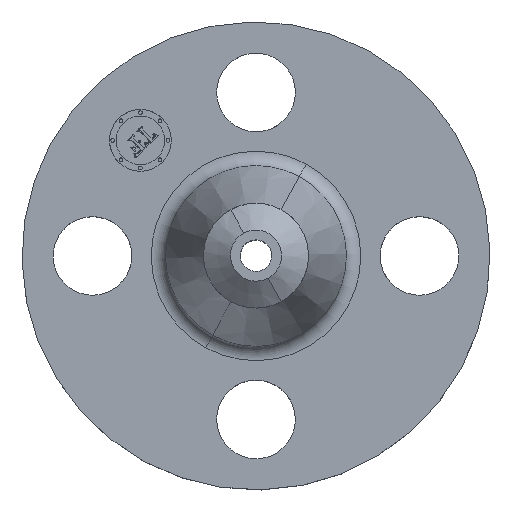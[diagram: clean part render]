
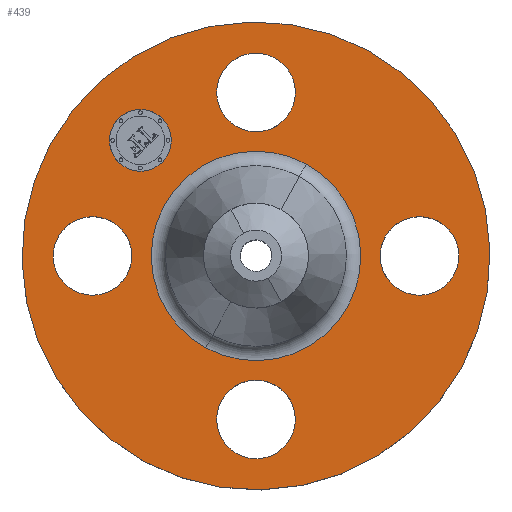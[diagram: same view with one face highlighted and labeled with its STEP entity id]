
A CAD part, top view. The second image highlights one B-rep face of the part: STEP entity #439.
In plain terms, the highlighted planar face has unit normal (0, 0, 1).
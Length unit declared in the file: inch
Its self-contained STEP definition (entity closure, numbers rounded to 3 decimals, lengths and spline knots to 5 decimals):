
#147=AXIS2_PLACEMENT_3D('Circle Axis2P3D',#145,#146,$) ;
#325=AXIS2_PLACEMENT_3D('Plane Axis2P3D',#322,#323,#324) ;
#329=AXIS2_PLACEMENT_3D('Circle Axis2P3D',#327,#328,$) ;
#338=AXIS2_PLACEMENT_3D('Circle Axis2P3D',#336,#337,$) ;
#351=AXIS2_PLACEMENT_3D('Circle Axis2P3D',#349,#350,$) ;
#360=AXIS2_PLACEMENT_3D('Circle Axis2P3D',#358,#359,$) ;
#369=AXIS2_PLACEMENT_3D('Circle Axis2P3D',#367,#368,$) ;
#378=AXIS2_PLACEMENT_3D('Circle Axis2P3D',#376,#377,$) ;
#387=AXIS2_PLACEMENT_3D('Circle Axis2P3D',#385,#386,$) ;
#396=AXIS2_PLACEMENT_3D('Circle Axis2P3D',#394,#395,$) ;
#405=AXIS2_PLACEMENT_3D('Circle Axis2P3D',#403,#404,$) ;
#414=AXIS2_PLACEMENT_3D('Circle Axis2P3D',#412,#413,$) ;
#423=AXIS2_PLACEMENT_3D('Circle Axis2P3D',#421,#422,$) ;
#432=AXIS2_PLACEMENT_3D('Circle Axis2P3D',#430,#431,$) ;
#46=CARTESIAN_POINT('Vertex',(-0.27644,1.46102,0.56)) ;
#72=CARTESIAN_POINT('Vertex',(0.27644,1.15898,0.56)) ;
#76=CARTESIAN_POINT('Control Point',(-0.27644,1.46102,0.56)) ;
#77=CARTESIAN_POINT('Control Point',(-0.25272,1.50444,0.56)) ;
#78=CARTESIAN_POINT('Control Point',(-0.22047,1.54321,0.56)) ;
#79=CARTESIAN_POINT('Control Point',(-0.18091,1.57507,0.56)) ;
#80=CARTESIAN_POINT('Control Point',(-0.09142,1.62158,0.56)) ;
#81=CARTESIAN_POINT('Control Point',(0.00901,1.6308,0.56)) ;
#82=CARTESIAN_POINT('Control Point',(0.05952,1.62536,0.56)) ;
#83=CARTESIAN_POINT('Control Point',(0.15568,1.59496,0.56)) ;
#84=CARTESIAN_POINT('Control Point',(0.23321,1.53047,0.56)) ;
#85=CARTESIAN_POINT('Control Point',(0.26507,1.49091,0.56)) ;
#86=CARTESIAN_POINT('Control Point',(0.31158,1.40142,0.56)) ;
#87=CARTESIAN_POINT('Control Point',(0.3208,1.30099,0.56)) ;
#88=CARTESIAN_POINT('Control Point',(0.31536,1.25048,0.56)) ;
#89=CARTESIAN_POINT('Control Point',(0.30016,1.2024,0.56)) ;
#90=CARTESIAN_POINT('Control Point',(0.27644,1.15898,0.56)) ;
#145=CARTESIAN_POINT('Axis2P3D Location',(0.,1.31,0.56)) ;
#322=CARTESIAN_POINT('Axis2P3D Location',(0.,1.875,0.56)) ;
#327=CARTESIAN_POINT('Axis2P3D Location',(0.,0.,0.56)) ;
#331=CARTESIAN_POINT('Vertex',(0.89892,1.64547,0.56)) ;
#333=CARTESIAN_POINT('Vertex',(-0.89892,-1.64547,0.56)) ;
#336=CARTESIAN_POINT('Axis2P3D Location',(0.,0.,0.56)) ;
#349=CARTESIAN_POINT('Axis2P3D Location',(0.,0.,0.56)) ;
#353=CARTESIAN_POINT('Vertex',(-0.40236,-0.73651,0.56)) ;
#355=CARTESIAN_POINT('Vertex',(0.40236,0.73651,0.56)) ;
#358=CARTESIAN_POINT('Axis2P3D Location',(0.,0.,0.56)) ;
#367=CARTESIAN_POINT('Axis2P3D Location',(1.31,0.,0.56)) ;
#371=CARTESIAN_POINT('Vertex',(1.15898,-0.27644,0.56)) ;
#373=CARTESIAN_POINT('Vertex',(1.46102,0.27644,0.56)) ;
#376=CARTESIAN_POINT('Axis2P3D Location',(1.31,0.,0.56)) ;
#385=CARTESIAN_POINT('Axis2P3D Location',(0.,-1.31,0.56)) ;
#389=CARTESIAN_POINT('Vertex',(-0.27644,-1.15898,0.56)) ;
#391=CARTESIAN_POINT('Vertex',(0.27644,-1.46102,0.56)) ;
#394=CARTESIAN_POINT('Axis2P3D Location',(0.,-1.31,0.56)) ;
#403=CARTESIAN_POINT('Axis2P3D Location',(-1.31,0.,0.56)) ;
#407=CARTESIAN_POINT('Vertex',(-1.15898,0.27644,0.56)) ;
#409=CARTESIAN_POINT('Vertex',(-1.46102,-0.27644,0.56)) ;
#412=CARTESIAN_POINT('Axis2P3D Location',(-1.31,0.,0.56)) ;
#421=CARTESIAN_POINT('Axis2P3D Location',(-0.92631,0.92631,0.56)) ;
#425=CARTESIAN_POINT('Vertex',(-1.10132,0.7513,0.56)) ;
#427=CARTESIAN_POINT('Vertex',(-0.7513,1.10132,0.56)) ;
#430=CARTESIAN_POINT('Axis2P3D Location',(-0.92631,0.92631,0.56)) ;
#146=DIRECTION('Axis2P3D Direction',(0.,-0.,-0.039)) ;
#323=DIRECTION('Axis2P3D Direction',(0.,0.,-0.039)) ;
#324=DIRECTION('Axis2P3D XDirection',(0.039,0.,0.)) ;
#328=DIRECTION('Axis2P3D Direction',(0.,0.,-0.039)) ;
#337=DIRECTION('Axis2P3D Direction',(0.,0.,-0.039)) ;
#350=DIRECTION('Axis2P3D Direction',(0.,0.,-0.039)) ;
#359=DIRECTION('Axis2P3D Direction',(0.,0.,-0.039)) ;
#368=DIRECTION('Axis2P3D Direction',(0.,0.,-0.039)) ;
#377=DIRECTION('Axis2P3D Direction',(0.,0.,-0.039)) ;
#386=DIRECTION('Axis2P3D Direction',(0.,0.,-0.039)) ;
#395=DIRECTION('Axis2P3D Direction',(0.,0.,-0.039)) ;
#404=DIRECTION('Axis2P3D Direction',(0.,0.,-0.039)) ;
#413=DIRECTION('Axis2P3D Direction',(0.,0.,-0.039)) ;
#422=DIRECTION('Axis2P3D Direction',(0.,0.,-0.039)) ;
#431=DIRECTION('Axis2P3D Direction',(0.,0.,-0.039)) ;
#342=ORIENTED_EDGE('',*,*,#335,.F.) ;
#343=ORIENTED_EDGE('',*,*,#340,.F.) ;
#346=ORIENTED_EDGE('',*,*,#91,.T.) ;
#347=ORIENTED_EDGE('',*,*,#149,.T.) ;
#364=ORIENTED_EDGE('',*,*,#357,.T.) ;
#365=ORIENTED_EDGE('',*,*,#362,.T.) ;
#382=ORIENTED_EDGE('',*,*,#375,.T.) ;
#383=ORIENTED_EDGE('',*,*,#380,.T.) ;
#400=ORIENTED_EDGE('',*,*,#393,.T.) ;
#401=ORIENTED_EDGE('',*,*,#398,.T.) ;
#418=ORIENTED_EDGE('',*,*,#411,.T.) ;
#419=ORIENTED_EDGE('',*,*,#416,.T.) ;
#436=ORIENTED_EDGE('',*,*,#429,.T.) ;
#437=ORIENTED_EDGE('',*,*,#434,.T.) ;
#348=FACE_BOUND('',#345,.T.) ;
#366=FACE_BOUND('',#363,.T.) ;
#384=FACE_BOUND('',#381,.T.) ;
#402=FACE_BOUND('',#399,.T.) ;
#420=FACE_BOUND('',#417,.T.) ;
#438=FACE_BOUND('',#435,.T.) ;
#439=ADVANCED_FACE('PartBody',(#344,#348,#366,#384,#402,#420,#438),#326,.F.) ;
#75=B_SPLINE_CURVE_WITH_KNOTS('',5,(#76,#77,#78,#79,#80,#81,#82,#83,#84,#85,#86,#87,#88,#89,#90),.UNSPECIFIED.,.F.,.U.,(6,3,3,3,6),(-12.56794,-6.28397,0.,6.28397,12.56794),.UNSPECIFIED.) ;
#148=CIRCLE('generated circle',#147,0.315) ;
#330=CIRCLE('generated circle',#329,1.875) ;
#339=CIRCLE('generated circle',#338,1.875) ;
#352=CIRCLE('generated circle',#351,0.83925) ;
#361=CIRCLE('generated circle',#360,0.83925) ;
#370=CIRCLE('generated circle',#369,0.315) ;
#379=CIRCLE('generated circle',#378,0.315) ;
#388=CIRCLE('generated circle',#387,0.315) ;
#397=CIRCLE('generated circle',#396,0.315) ;
#406=CIRCLE('generated circle',#405,0.315) ;
#415=CIRCLE('generated circle',#414,0.315) ;
#424=CIRCLE('generated circle',#423,0.2475) ;
#433=CIRCLE('generated circle',#432,0.2475) ;
#91=EDGE_CURVE('',#47,#73,#75,.T.) ;
#149=EDGE_CURVE('',#73,#47,#148,.T.) ;
#335=EDGE_CURVE('',#332,#334,#330,.T.) ;
#340=EDGE_CURVE('',#334,#332,#339,.T.) ;
#357=EDGE_CURVE('',#354,#356,#352,.T.) ;
#362=EDGE_CURVE('',#356,#354,#361,.T.) ;
#375=EDGE_CURVE('',#372,#374,#370,.T.) ;
#380=EDGE_CURVE('',#374,#372,#379,.T.) ;
#393=EDGE_CURVE('',#390,#392,#388,.T.) ;
#398=EDGE_CURVE('',#392,#390,#397,.T.) ;
#411=EDGE_CURVE('',#408,#410,#406,.T.) ;
#416=EDGE_CURVE('',#410,#408,#415,.T.) ;
#429=EDGE_CURVE('',#426,#428,#424,.T.) ;
#434=EDGE_CURVE('',#428,#426,#433,.T.) ;
#341=EDGE_LOOP('',(#342,#343)) ;
#345=EDGE_LOOP('',(#346,#347)) ;
#363=EDGE_LOOP('',(#364,#365)) ;
#381=EDGE_LOOP('',(#382,#383)) ;
#399=EDGE_LOOP('',(#400,#401)) ;
#417=EDGE_LOOP('',(#418,#419)) ;
#435=EDGE_LOOP('',(#436,#437)) ;
#344=FACE_OUTER_BOUND('',#341,.T.) ;
#326=PLANE('',#325) ;
#47=VERTEX_POINT('',#46) ;
#73=VERTEX_POINT('',#72) ;
#332=VERTEX_POINT('',#331) ;
#334=VERTEX_POINT('',#333) ;
#354=VERTEX_POINT('',#353) ;
#356=VERTEX_POINT('',#355) ;
#372=VERTEX_POINT('',#371) ;
#374=VERTEX_POINT('',#373) ;
#390=VERTEX_POINT('',#389) ;
#392=VERTEX_POINT('',#391) ;
#408=VERTEX_POINT('',#407) ;
#410=VERTEX_POINT('',#409) ;
#426=VERTEX_POINT('',#425) ;
#428=VERTEX_POINT('',#427) ;
